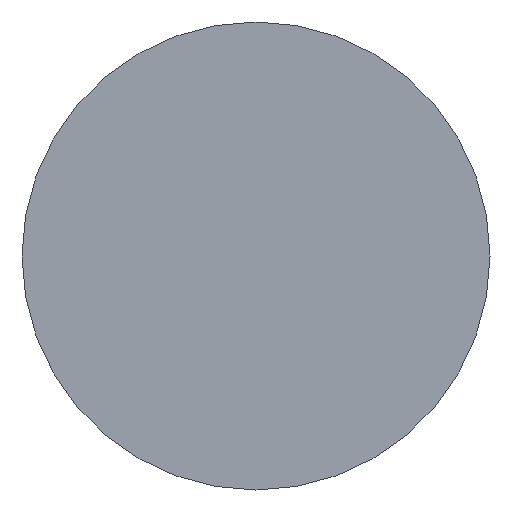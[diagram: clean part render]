
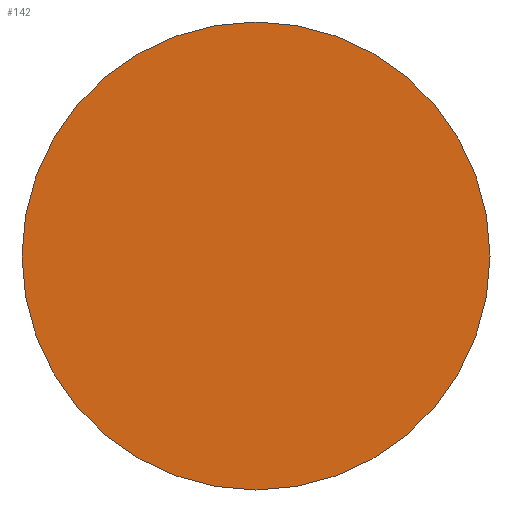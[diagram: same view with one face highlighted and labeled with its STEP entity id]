
A CAD part, left-side view. The second image highlights one B-rep face of the part: STEP entity #142.
In plain terms, the highlighted planar face has unit normal (-1, 0, 0).
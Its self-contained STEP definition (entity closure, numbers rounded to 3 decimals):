
#1 = DIRECTION ( 'NONE',  ( 0., 0., -1. ) ) ;
#18 = FACE_OUTER_BOUND ( 'NONE', #167, .T. ) ;
#20 = ORIENTED_EDGE ( 'NONE', *, *, #83, .T. ) ;
#30 = DIRECTION ( 'NONE',  ( -1., 0., 0. ) ) ;
#34 = ORIENTED_EDGE ( 'NONE', *, *, #135, .T. ) ;
#48 = CIRCLE ( 'NONE', #57, 25.4 ) ;
#55 = CARTESIAN_POINT ( 'NONE',  ( 0., 0., 0. ) ) ;
#57 = AXIS2_PLACEMENT_3D ( 'NONE', #95, #30, #122 ) ;
#65 = CARTESIAN_POINT ( 'NONE',  ( 0., 0., 25.4 ) ) ;
#69 = DIRECTION ( 'NONE',  ( -1., 0., 0. ) ) ;
#70 = VERTEX_POINT ( 'NONE', #86 ) ;
#83 = EDGE_CURVE ( 'NONE', #157, #70, #169, .T. ) ;
#86 = CARTESIAN_POINT ( 'NONE',  ( 0., 0., -25.4 ) ) ;
#95 = CARTESIAN_POINT ( 'NONE',  ( 0., 0., 0. ) ) ;
#98 = AXIS2_PLACEMENT_3D ( 'NONE', #153, #124, #1 ) ;
#109 = AXIS2_PLACEMENT_3D ( 'NONE', #55, #69, #168 ) ;
#122 = DIRECTION ( 'NONE',  ( 0., 0., 1. ) ) ;
#124 = DIRECTION ( 'NONE',  ( 1., 0., 0. ) ) ;
#125 = PLANE ( 'NONE',  #98 ) ;
#135 = EDGE_CURVE ( 'NONE', #70, #157, #48, .T. ) ;
#142 = ADVANCED_FACE ( 'NONE', ( #18 ), #125, .F. ) ;
#153 = CARTESIAN_POINT ( 'NONE',  ( 0., 25.4, 0. ) ) ;
#157 = VERTEX_POINT ( 'NONE', #65 ) ;
#167 = EDGE_LOOP ( 'NONE', ( #20, #34 ) ) ;
#168 = DIRECTION ( 'NONE',  ( 0., 0., 1. ) ) ;
#169 = CIRCLE ( 'NONE', #109, 25.4 ) ;
